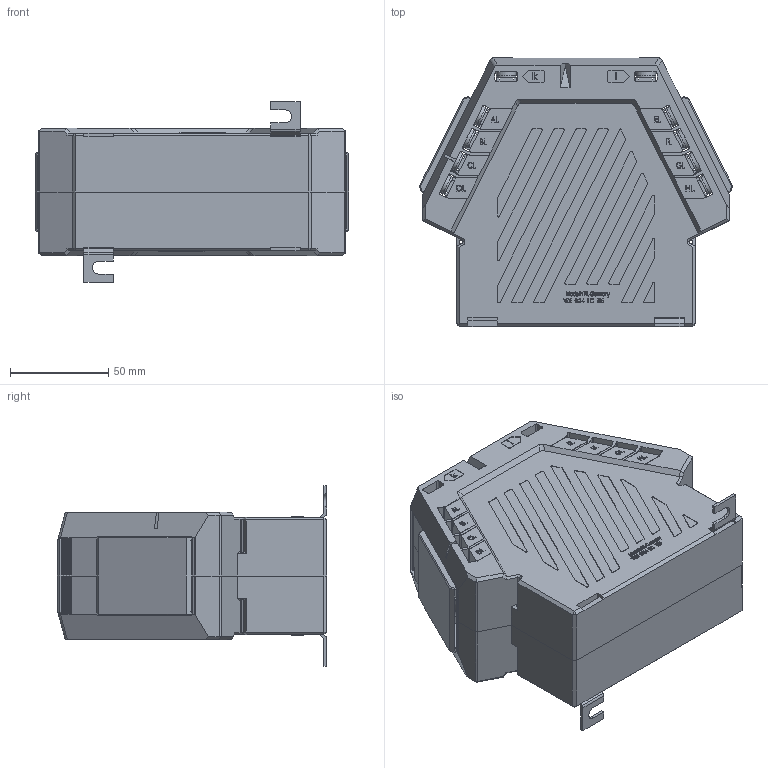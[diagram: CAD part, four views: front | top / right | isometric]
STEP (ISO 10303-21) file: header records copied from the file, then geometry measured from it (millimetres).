
FILE_DESCRIPTION (( 'STEP AP214' ), '1' );
FILE_NAME ('SUSK3...8.STEP', '2012-01-27T09:50:41', ( 'User' ), ( 'EnDeCo GmbH' ), 'SwSTEP 2.0', 'SolidWorks 2010', '' );
FILE_SCHEMA (( 'AUTOMOTIVE_DESIGN' ));
Length unit declared in the file: millimetre
Products named in the file (9): SUSK2...8; Fusswinkel_1,5; Plombierplatte_J; Klappe; Klemme_komplett; Klemme_l=35_WN-003_02; Linsenschraube DIN 7985 4.8 VZ M 5 x 10; Scheibe DIN 125 ST 5,3; SUSK3...8
Assembly tree (23 placements, depth 3):
  SUSK3...8
    SUSK2...8  x2
    Klemme_komplett  x10
      Linsenschraube DIN 7985 4.8 VZ M 5 x 10
      Klemme_l=35_WN-003_02
      Scheibe DIN 125 ST 5,3
    Klappe  x2
    Fusswinkel_1,5  x2
    Plombierplatte_J  x2
Bounding box: 159.37 x 137 x 92 mm (x, y, z)
Volume: 995621 mm3; surface area: 163438.3 mm2
Topology: 58 solids, 58 shells, 3256 faces, 8300 edges, 5272 vertices
Faces by surface type: plane 2258, cylinder 482, bspline 346, cone 82, sphere 48, torus 40
Entity records: 43723 total; most frequent: CARTESIAN_POINT 16505, ORIENTED_EDGE 5944, DIRECTION 4823, EDGE_CURVE 2972, VECTOR 2273, LINE 2273, VERTEX_POINT 1951, AXIS2_PLACEMENT_3D 1275
